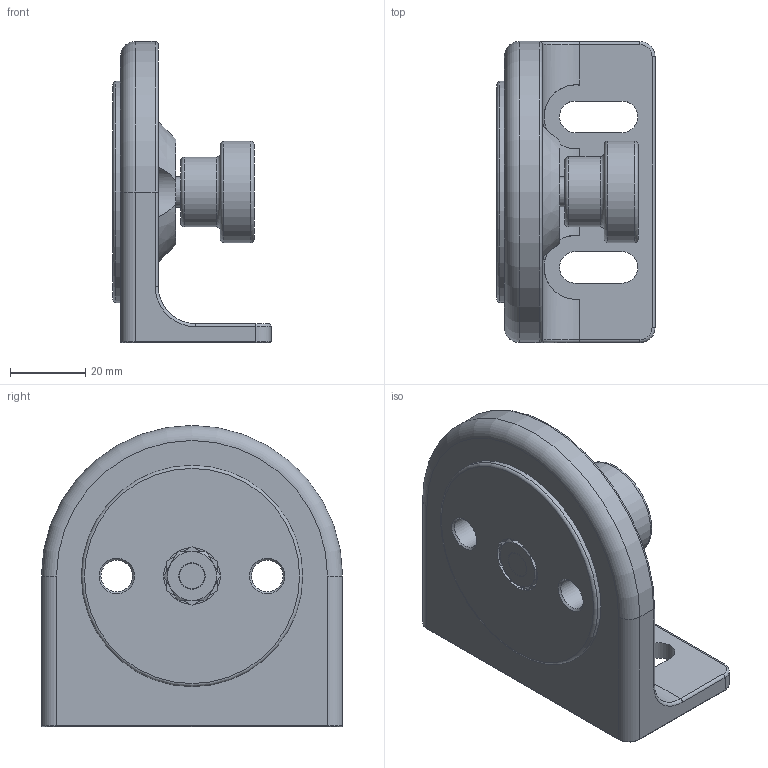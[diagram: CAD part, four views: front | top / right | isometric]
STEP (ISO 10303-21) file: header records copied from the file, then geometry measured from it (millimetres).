
FILE_DESCRIPTION(/* description */ (''),/* implementation_level */ '2;1');
FILE_NAME(/* name */ '14251_KriTec_Winkelfeststellung_8_80x40_inkl_Befestigungssatz.stp',/* time_stamp */ '2016-04-25T16:29:58+02:00',/* author */ ('kostic'),/* organization */ (''),/* preprocessor_version */ 'ST-DEVELOPER v16.1',/* originating_system */ 'Autodesk Inventor 2016',/* authorisation */ '');
FILE_SCHEMA (('AUTOMOTIVE_DESIGN { 1 0 10303 214 3 1 1 }'));
Length unit declared in the file: millimetre
Products named in the file (6): 1; 2; 3; 4; 5; 14251_KriTec_Winkelfeststellung_8_80x40_inkl_Befestigungssatz
Assembly tree (5 placements, depth 2):
  14251_KriTec_Winkelfeststellung_8_80x40_inkl_Befestigungssatz
    1
    2
    3
    4
    5
Bounding box: 42 x 80 x 80 mm (x, y, z)
Volume: 82246.1 mm3; surface area: 33733 mm2
Topology: 5 solids, 5 shells, 110 faces, 261 edges, 163 vertices
Faces by surface type: plane 42, cylinder 41, torus 16, cone 11
Full cylindrical faces by diameter (mm): 6.647 x1, 8 x1, 8.4 x2, 9.4 x1, 14 x2, 18.6 x1, 27 x1, 55 x2, 58.8 x1, 64.39 x1, 65 x1
Entity records: 3387 total; most frequent: CARTESIAN_POINT 637, DIRECTION 567, ORIENTED_EDGE 466, EDGE_CURVE 233, AXIS2_PLACEMENT_3D 232, VERTEX_POINT 158, EDGE_LOOP 155, CIRCLE 111
